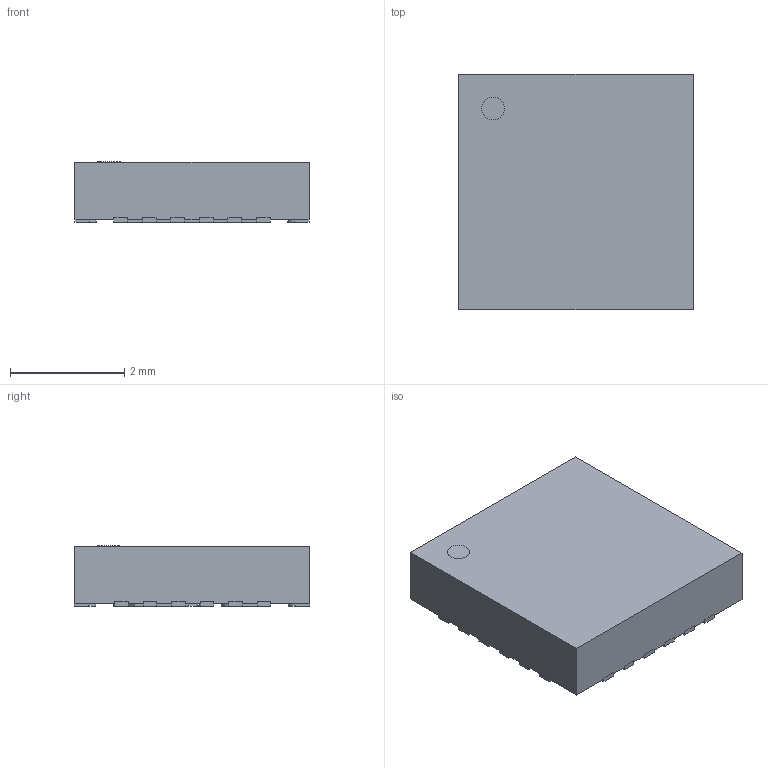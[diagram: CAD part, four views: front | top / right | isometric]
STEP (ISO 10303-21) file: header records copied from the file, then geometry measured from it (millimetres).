
FILE_DESCRIPTION(/* description */ ('','CAx-IF Rec.Pracs.---Representation and Presentation of Product Manufacturing Information (PMI)---4.0---2014-10-13'),/* implementation_level */ '2;1');
FILE_NAME(/* name */ 'TPS25983.step',/* time_stamp */ '2025-02-26T20:46:12+01:00',/* author */ (''),/* organization */ (''),/* preprocessor_version */ 'ST-DEVELOPER v20',/* originating_system */ 'Autodesk Translation Framework v13.20.0.188',/* authorisation */ '');
FILE_SCHEMA (('AP242_MANAGED_MODEL_BASED_3D_ENGINEERING_MIM_LF { 1 0 10303 442 1 1 4 }'));
Length unit declared in the file: millimetre
Products named in the file (1): TPS25983
Bounding box: 4.1 x 4.13 x 1.06 mm (x, y, z)
Volume: 17.3 mm3; surface area: 71.1 mm2
Topology: 28 solids, 28 shells, 287 faces, 687 edges, 458 vertices
Faces by surface type: plane 224, cylinder 63
Full cylindrical faces by diameter (mm): 0.4 x1
Entity records: 8294 total; most frequent: CARTESIAN_POINT 1433, DIRECTION 1389, ORIENTED_EDGE 1374, EDGE_CURVE 687, LINE 561, VECTOR 561, VERTEX_POINT 458, AXIS2_PLACEMENT_3D 414
